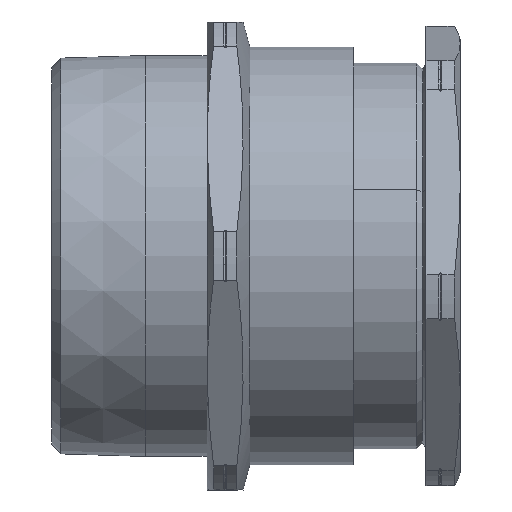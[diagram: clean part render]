
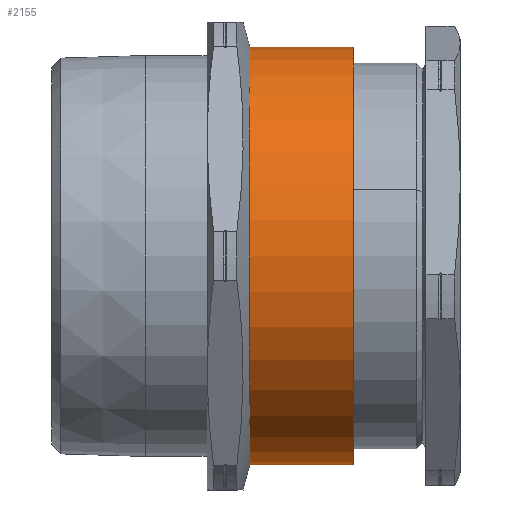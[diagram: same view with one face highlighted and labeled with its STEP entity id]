
A CAD part, front view. The second image highlights one B-rep face of the part: STEP entity #2155.
In plain terms, the highlighted cylindrical face has radius 59.5 mm (diameter 119 mm), a partial arc.
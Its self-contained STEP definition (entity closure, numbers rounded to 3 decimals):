
#98 = ORIENTED_EDGE ( 'NONE', *, *, #3486, .T. ) ;
#112 = LINE ( 'NONE', #1314, #756 ) ;
#181 = DIRECTION ( 'NONE',  ( 1., 0., 0. ) ) ;
#211 = DIRECTION ( 'NONE',  ( 1., 0., 0. ) ) ;
#324 = ORIENTED_EDGE ( 'NONE', *, *, #2664, .F. ) ;
#401 = VERTEX_POINT ( 'NONE', #986 ) ;
#444 = CARTESIAN_POINT ( 'NONE',  ( 86., 0., 0. ) ) ;
#746 = DIRECTION ( 'NONE',  ( 1., 0., 0. ) ) ;
#756 = VECTOR ( 'NONE', #746, 1000. ) ;
#986 = CARTESIAN_POINT ( 'NONE',  ( 56.5, 0., -59.5 ) ) ;
#1108 = AXIS2_PLACEMENT_3D ( 'NONE', #2347, #2866, #1784 ) ;
#1218 = LINE ( 'NONE', #3506, #3033 ) ;
#1314 = CARTESIAN_POINT ( 'NONE',  ( 86., 0., 59.5 ) ) ;
#1415 = CARTESIAN_POINT ( 'NONE',  ( 86., 0., 59.5 ) ) ;
#1433 = CARTESIAN_POINT ( 'NONE',  ( 86., 0., 0. ) ) ;
#1784 = DIRECTION ( 'NONE',  ( 0., 0., -1. ) ) ;
#1957 = CARTESIAN_POINT ( 'NONE',  ( 56.5, 0., 59.5 ) ) ;
#2001 = VERTEX_POINT ( 'NONE', #1957 ) ;
#2006 = DIRECTION ( 'NONE',  ( 0., 0., -1. ) ) ;
#2072 = CARTESIAN_POINT ( 'NONE',  ( 86., 0., -59.5 ) ) ;
#2137 = DIRECTION ( 'NONE',  ( 0., 0., -1. ) ) ;
#2155 = ADVANCED_FACE ( 'NONE', ( #3349 ), #2533, .T. ) ;
#2215 = EDGE_CURVE ( 'NONE', #2001, #401, #2319, .T. ) ;
#2319 = CIRCLE ( 'NONE', #1108, 59.5 ) ;
#2339 = AXIS2_PLACEMENT_3D ( 'NONE', #444, #211, #2137 ) ;
#2347 = CARTESIAN_POINT ( 'NONE',  ( 56.5, 0., 0. ) ) ;
#2533 = CYLINDRICAL_SURFACE ( 'NONE', #3463, 59.5 ) ;
#2594 = ORIENTED_EDGE ( 'NONE', *, *, #2215, .T. ) ;
#2664 = EDGE_CURVE ( 'NONE', #2001, #2861, #112, .T. ) ;
#2850 = ORIENTED_EDGE ( 'NONE', *, *, #3442, .F. ) ;
#2861 = VERTEX_POINT ( 'NONE', #1415 ) ;
#2866 = DIRECTION ( 'NONE',  ( 1., 0., 0. ) ) ;
#3033 = VECTOR ( 'NONE', #181, 1000. ) ;
#3248 = EDGE_LOOP ( 'NONE', ( #324, #2594, #98, #2850 ) ) ;
#3349 = FACE_OUTER_BOUND ( 'NONE', #3248, .T. ) ;
#3370 = VERTEX_POINT ( 'NONE', #2072 ) ;
#3388 = DIRECTION ( 'NONE',  ( 1., 0., 0. ) ) ;
#3442 = EDGE_CURVE ( 'NONE', #2861, #3370, #3515, .T. ) ;
#3463 = AXIS2_PLACEMENT_3D ( 'NONE', #1433, #3388, #2006 ) ;
#3486 = EDGE_CURVE ( 'NONE', #401, #3370, #1218, .T. ) ;
#3506 = CARTESIAN_POINT ( 'NONE',  ( 86., 0., -59.5 ) ) ;
#3515 = CIRCLE ( 'NONE', #2339, 59.5 ) ;
